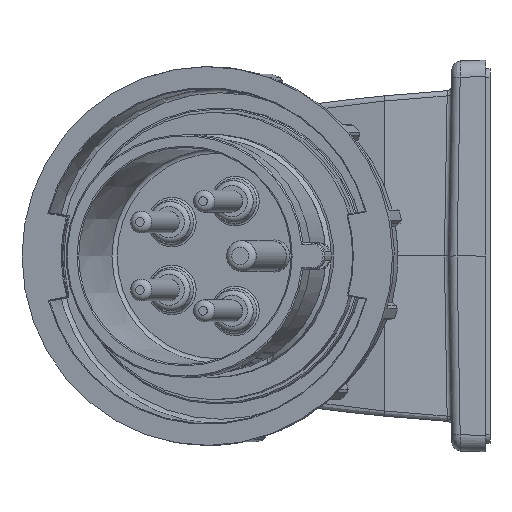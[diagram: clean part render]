
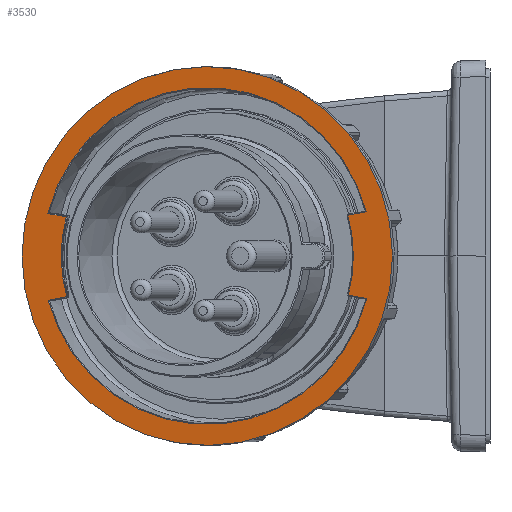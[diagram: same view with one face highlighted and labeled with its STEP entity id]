
A CAD part, left-side view. The second image highlights one B-rep face of the part: STEP entity #3530.
In plain terms, the highlighted planar face has unit normal (-0.978, 0.208, 0).
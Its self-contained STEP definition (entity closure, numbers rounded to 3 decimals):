
#193 = PLANE ( 'NONE',  #33394 ) ;
#720 = CIRCLE ( 'NONE', #22664, 43.5 ) ;
#819 = VERTEX_POINT ( 'NONE', #6955 ) ;
#1047 = LINE ( 'NONE', #33777, #27077 ) ;
#1206 = EDGE_CURVE ( 'NONE', #7334, #33568, #14191, .T. ) ;
#1599 = EDGE_CURVE ( 'NONE', #27946, #27946, #720, .T. ) ;
#1865 = CARTESIAN_POINT ( 'NONE',  ( -65.171, 45.836, 104.625 ) ) ;
#1899 = EDGE_CURVE ( 'NONE', #19662, #12910, #2724, .T. ) ;
#2473 = CARTESIAN_POINT ( 'NONE',  ( -72.035, 13.544, 70.453 ) ) ;
#2494 = CARTESIAN_POINT ( 'NONE',  ( -78.846, -18.501, 123.32 ) ) ;
#2724 = CIRCLE ( 'NONE', #16793, 34.3 ) ;
#2797 = DIRECTION ( 'NONE',  ( -0.978, 0.208, 0. ) ) ;
#2933 = DIRECTION ( 'NONE',  ( 0.205, 0.964, 0.168 ) ) ;
#3042 = CARTESIAN_POINT ( 'NONE',  ( -63.322, 54.534, 124.428 ) ) ;
#3530 = ADVANCED_FACE ( 'NONE', ( #25530, #24708 ), #193, .T. ) ;
#3732 = CARTESIAN_POINT ( 'NONE',  ( -79.75, -22.753, 124.111 ) ) ;
#4077 = DIRECTION ( 'NONE',  ( 0.978, -0.208, 0. ) ) ;
#4776 = ORIENTED_EDGE ( 'NONE', *, *, #33248, .T. ) ;
#4932 = ORIENTED_EDGE ( 'NONE', *, *, #8144, .T. ) ;
#5048 = CARTESIAN_POINT ( 'NONE',  ( -79.772, -22.858, 104.198 ) ) ;
#5253 = CARTESIAN_POINT ( 'NONE',  ( -71.986, 13.774, 113.953 ) ) ;
#5790 = AXIS2_PLACEMENT_3D ( 'NONE', #5253, #23479, #7882 ) ;
#6601 = VECTOR ( 'NONE', #33512, 1000. ) ;
#6955 = CARTESIAN_POINT ( 'NONE',  ( -64.222, 50.301, 103.795 ) ) ;
#7334 = VERTEX_POINT ( 'NONE', #16758 ) ;
#7390 = CARTESIAN_POINT ( 'NONE',  ( -71.986, 13.774, 113.953 ) ) ;
#7882 = DIRECTION ( 'NONE',  ( 0.001, 0.005, 1. ) ) ;
#8144 = EDGE_CURVE ( 'NONE', #24550, #17542, #26657, .T. ) ;
#8887 = AXIS2_PLACEMENT_3D ( 'NONE', #29854, #14304, #32479 ) ;
#9777 = CARTESIAN_POINT ( 'NONE',  ( -78.867, -18.598, 104.942 ) ) ;
#9783 = VERTEX_POINT ( 'NONE', #5048 ) ;
#9964 = EDGE_LOOP ( 'NONE', ( #32667, #12317, #31504, #31157, #32047, #4776, #4932, #29688 ) ) ;
#9998 = DIRECTION ( 'NONE',  ( -0.001, -0.005, -1. ) ) ;
#11078 = EDGE_CURVE ( 'NONE', #17542, #9783, #1047, .T. ) ;
#12317 = ORIENTED_EDGE ( 'NONE', *, *, #15107, .T. ) ;
#12533 = DIRECTION ( 'NONE',  ( 0.205, 0.962, -0.179 ) ) ;
#12585 = EDGE_CURVE ( 'NONE', #9783, #819, #31127, .T. ) ;
#12910 = VERTEX_POINT ( 'NONE', #20726 ) ;
#13379 = AXIS2_PLACEMENT_3D ( 'NONE', #30588, #15026, #33206 ) ;
#14191 = CIRCLE ( 'NONE', #8887, 38.7 ) ;
#14304 = DIRECTION ( 'NONE',  ( 0.978, -0.208, 0. ) ) ;
#14628 = EDGE_LOOP ( 'NONE', ( #25445 ) ) ;
#15026 = DIRECTION ( 'NONE',  ( 0.978, -0.208, 0. ) ) ;
#15107 = EDGE_CURVE ( 'NONE', #819, #19662, #20460, .T. ) ;
#15778 = VECTOR ( 'NONE', #2933, 1000. ) ;
#16758 = CARTESIAN_POINT ( 'NONE',  ( -64.199, 50.406, 123.707 ) ) ;
#16793 = AXIS2_PLACEMENT_3D ( 'NONE', #19683, #4077, #22282 ) ;
#17542 = VERTEX_POINT ( 'NONE', #9777 ) ;
#18181 = DIRECTION ( 'NONE',  ( -0.205, -0.964, -0.168 ) ) ;
#18404 = CARTESIAN_POINT ( 'NONE',  ( -62.942, 56.323, 113.718 ) ) ;
#19662 = VERTEX_POINT ( 'NONE', #25661 ) ;
#19683 = CARTESIAN_POINT ( 'NONE',  ( -71.986, 13.774, 113.953 ) ) ;
#20460 = LINE ( 'NONE', #1865, #6601 ) ;
#20726 = CARTESIAN_POINT ( 'NONE',  ( -65.105, 46.146, 122.963 ) ) ;
#21022 = DIRECTION ( 'NONE',  ( 0.001, 0.005, 1. ) ) ;
#21339 = EDGE_CURVE ( 'NONE', #12910, #7334, #23518, .T. ) ;
#22282 = DIRECTION ( 'NONE',  ( 0.001, 0.005, 1. ) ) ;
#22664 = AXIS2_PLACEMENT_3D ( 'NONE', #7390, #25601, #9998 ) ;
#23479 = DIRECTION ( 'NONE',  ( 0.978, -0.208, 0. ) ) ;
#23518 = LINE ( 'NONE', #3042, #15778 ) ;
#24550 = VERTEX_POINT ( 'NONE', #2494 ) ;
#24708 = FACE_OUTER_BOUND ( 'NONE', #14628, .T. ) ;
#24747 = VECTOR ( 'NONE', #12533, 1000. ) ;
#25445 = ORIENTED_EDGE ( 'NONE', *, *, #1599, .F. ) ;
#25530 = FACE_BOUND ( 'NONE', #9964, .T. ) ;
#25601 = DIRECTION ( 'NONE',  ( 0.978, -0.208, 0. ) ) ;
#25661 = CARTESIAN_POINT ( 'NONE',  ( -65.126, 46.049, 104.585 ) ) ;
#26657 = CIRCLE ( 'NONE', #13379, 34.3 ) ;
#27077 = VECTOR ( 'NONE', #18181, 1000. ) ;
#27946 = VERTEX_POINT ( 'NONE', #2473 ) ;
#28078 = CARTESIAN_POINT ( 'NONE',  ( -78.801, -18.289, 123.28 ) ) ;
#29688 = ORIENTED_EDGE ( 'NONE', *, *, #11078, .T. ) ;
#29854 = CARTESIAN_POINT ( 'NONE',  ( -71.986, 13.774, 113.953 ) ) ;
#30588 = CARTESIAN_POINT ( 'NONE',  ( -71.986, 13.774, 113.953 ) ) ;
#30863 = LINE ( 'NONE', #28078, #24747 ) ;
#31127 = CIRCLE ( 'NONE', #5790, 38.7 ) ;
#31157 = ORIENTED_EDGE ( 'NONE', *, *, #21339, .T. ) ;
#31504 = ORIENTED_EDGE ( 'NONE', *, *, #1899, .T. ) ;
#32047 = ORIENTED_EDGE ( 'NONE', *, *, #1206, .T. ) ;
#32479 = DIRECTION ( 'NONE',  ( 0.001, 0.005, 1. ) ) ;
#32667 = ORIENTED_EDGE ( 'NONE', *, *, #12585, .T. ) ;
#33206 = DIRECTION ( 'NONE',  ( 0.001, 0.005, 1. ) ) ;
#33248 = EDGE_CURVE ( 'NONE', #33568, #24550, #30863, .T. ) ;
#33394 = AXIS2_PLACEMENT_3D ( 'NONE', #18404, #2797, #21022 ) ;
#33512 = DIRECTION ( 'NONE',  ( -0.205, -0.962, 0.179 ) ) ;
#33568 = VERTEX_POINT ( 'NONE', #3732 ) ;
#33777 = CARTESIAN_POINT ( 'NONE',  ( -63.09, 55.624, 117.9 ) ) ;
